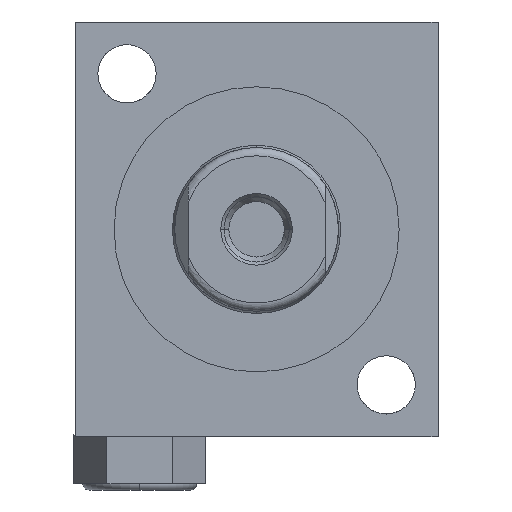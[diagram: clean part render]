
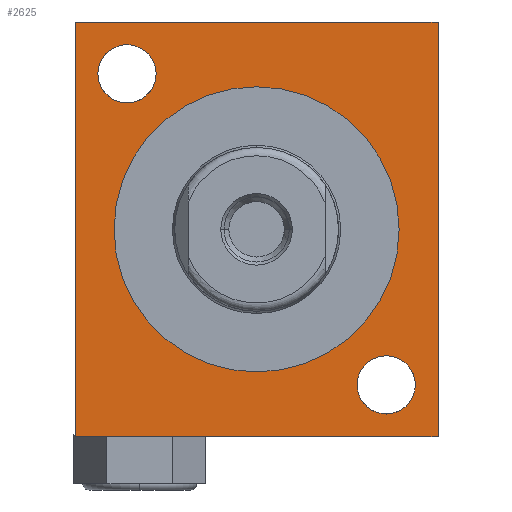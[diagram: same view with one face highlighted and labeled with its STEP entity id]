
A CAD part, left-side view. The second image highlights one B-rep face of the part: STEP entity #2625.
In plain terms, the highlighted planar face has unit normal (-1, 0, 0).
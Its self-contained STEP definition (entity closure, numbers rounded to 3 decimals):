
#395=DIRECTION('',(0.,-1.,0.));
#396=VECTOR('',#395,44.45);
#397=CARTESIAN_POINT('',(0.,22.225,25.4));
#398=LINE('',#397,#396);
#402=DIRECTION('',(0.,0.,-1.));
#403=VECTOR('',#402,50.8);
#404=CARTESIAN_POINT('',(0.,-22.225,25.4));
#405=LINE('',#404,#403);
#409=DIRECTION('',(0.,1.,0.));
#410=VECTOR('',#409,44.45);
#411=CARTESIAN_POINT('',(0.,-22.225,-25.4));
#412=LINE('',#411,#410);
#416=DIRECTION('',(0.,0.,1.));
#417=VECTOR('',#416,50.8);
#418=CARTESIAN_POINT('',(0.,22.225,-25.4));
#419=LINE('',#418,#417);
#423=CARTESIAN_POINT('',(0.,15.875,19.05));
#424=DIRECTION('',(1.,0.,0.));
#425=DIRECTION('',(0.,1.,0.));
#426=AXIS2_PLACEMENT_3D('',#423,#424,#425);
#431=CARTESIAN_POINT('',(0.,15.875,19.05));
#432=DIRECTION('',(1.,0.,0.));
#433=DIRECTION('',(0.,-1.,0.));
#434=AXIS2_PLACEMENT_3D('',#431,#432,#433);
#439=CARTESIAN_POINT('',(0.,-15.875,-19.05));
#440=DIRECTION('',(1.,0.,0.));
#441=DIRECTION('',(0.,1.,0.));
#442=AXIS2_PLACEMENT_3D('',#439,#440,#441);
#447=CARTESIAN_POINT('',(0.,-15.875,-19.05));
#448=DIRECTION('',(1.,0.,0.));
#449=DIRECTION('',(0.,-1.,0.));
#450=AXIS2_PLACEMENT_3D('',#447,#448,#449);
#455=CARTESIAN_POINT('',(0.,0.,0.));
#456=DIRECTION('',(-1.,0.,0.));
#457=DIRECTION('',(0.,1.,0.));
#458=AXIS2_PLACEMENT_3D('',#455,#456,#457);
#463=CARTESIAN_POINT('',(0.,0.,0.));
#464=DIRECTION('',(-1.,0.,0.));
#465=DIRECTION('',(0.,-1.,0.));
#466=AXIS2_PLACEMENT_3D('',#463,#464,#465);
#1838=CARTESIAN_POINT('',(0.,22.225,25.4));
#1839=CARTESIAN_POINT('',(0.,-22.225,25.4));
#1840=VERTEX_POINT('',#1838);
#1841=VERTEX_POINT('',#1839);
#1842=CARTESIAN_POINT('',(0.,-22.225,-25.4));
#1843=VERTEX_POINT('',#1842);
#1844=CARTESIAN_POINT('',(0.,22.225,-25.4));
#1845=VERTEX_POINT('',#1844);
#1854=CARTESIAN_POINT('',(0.,19.444,19.05));
#1855=CARTESIAN_POINT('',(0.,12.307,19.05));
#1856=VERTEX_POINT('',#1854);
#1857=VERTEX_POINT('',#1855);
#1958=CARTESIAN_POINT('',(0.,-12.307,-19.05));
#1959=CARTESIAN_POINT('',(0.,-19.444,-19.05));
#1960=VERTEX_POINT('',#1958);
#1961=VERTEX_POINT('',#1959);
#1970=CARTESIAN_POINT('',(0.,17.463,0.));
#1971=CARTESIAN_POINT('',(0.,-17.463,0.));
#1972=VERTEX_POINT('',#1970);
#1973=VERTEX_POINT('',#1971);
#2593=CARTESIAN_POINT('',(0.,0.,0.));
#2594=DIRECTION('',(1.,0.,0.));
#2595=DIRECTION('',(0.,0.,-1.));
#2596=AXIS2_PLACEMENT_3D('',#2593,#2594,#2595);
#2597=PLANE('',#2596);
#2599=ORIENTED_EDGE('',*,*,#2598,.T.);
#2601=ORIENTED_EDGE('',*,*,#2600,.T.);
#2603=ORIENTED_EDGE('',*,*,#2602,.T.);
#2605=ORIENTED_EDGE('',*,*,#2604,.T.);
#2606=EDGE_LOOP('',(#2599,#2601,#2603,#2605));
#2607=FACE_OUTER_BOUND('',#2606,.F.);
#2609=ORIENTED_EDGE('',*,*,#2608,.F.);
#2611=ORIENTED_EDGE('',*,*,#2610,.F.);
#2612=EDGE_LOOP('',(#2609,#2611));
#2613=FACE_BOUND('',#2612,.F.);
#2615=ORIENTED_EDGE('',*,*,#2614,.F.);
#2617=ORIENTED_EDGE('',*,*,#2616,.F.);
#2618=EDGE_LOOP('',(#2615,#2617));
#2619=FACE_BOUND('',#2618,.F.);
#2620=ORIENTED_EDGE('',*,*,#2583,.T.);
#2622=ORIENTED_EDGE('',*,*,#2621,.T.);
#2623=EDGE_LOOP('',(#2620,#2622));
#2624=FACE_BOUND('',#2623,.F.);
#427=CIRCLE('',#426,3.569);
#435=CIRCLE('',#434,3.569);
#443=CIRCLE('',#442,3.569);
#451=CIRCLE('',#450,3.569);
#459=CIRCLE('',#458,17.463);
#467=CIRCLE('',#466,17.463);
#2583=EDGE_CURVE('',#1972,#1973,#459,.T.);
#2598=EDGE_CURVE('',#1840,#1841,#398,.T.);
#2600=EDGE_CURVE('',#1841,#1843,#405,.T.);
#2602=EDGE_CURVE('',#1843,#1845,#412,.T.);
#2604=EDGE_CURVE('',#1845,#1840,#419,.T.);
#2608=EDGE_CURVE('',#1856,#1857,#427,.T.);
#2610=EDGE_CURVE('',#1857,#1856,#435,.T.);
#2614=EDGE_CURVE('',#1960,#1961,#443,.T.);
#2616=EDGE_CURVE('',#1961,#1960,#451,.T.);
#2621=EDGE_CURVE('',#1973,#1972,#467,.T.);
#2625=ADVANCED_FACE('',(#2607,#2613,#2619,#2624),#2597,.F.);
